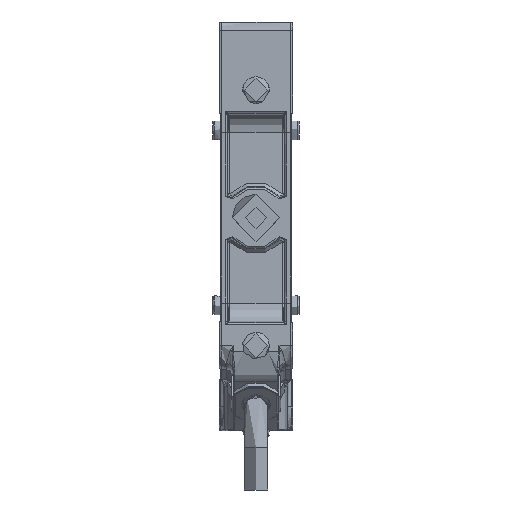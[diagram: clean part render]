
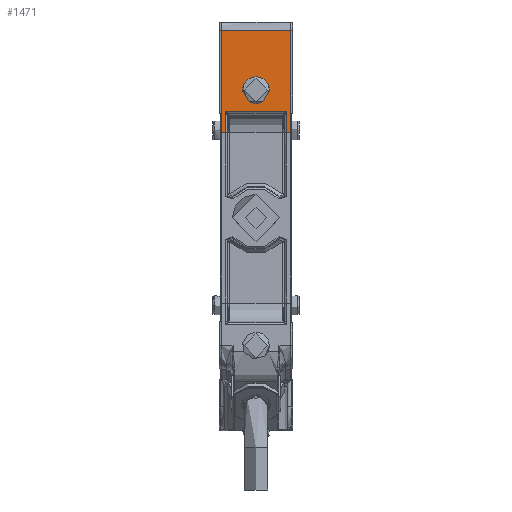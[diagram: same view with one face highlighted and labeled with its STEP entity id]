
A CAD part, left-side view. The second image highlights one B-rep face of the part: STEP entity #1471.
In plain terms, the highlighted planar face has unit normal (-1, 0, 0).
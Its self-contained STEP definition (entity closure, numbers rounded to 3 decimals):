
#1471 = ADVANCED_FACE( '', ( #3223, #3224 ), #3225, .T. );
#3223 = FACE_BOUND( '', #10623, .T. );
#3224 = FACE_OUTER_BOUND( '', #10624, .T. );
#3225 = PLANE( '', #10625 );
#10623 = EDGE_LOOP( '', ( #18054 ) );
#10624 = EDGE_LOOP( '', ( #18055, #18056, #18057, #18058, #18059, #18060, #18061, #18062 ) );
#10625 = AXIS2_PLACEMENT_3D( '', #18063, #18064, #18065 );
#18054 = ORIENTED_EDGE( '', *, *, #21729, .F. );
#18055 = ORIENTED_EDGE( '', *, *, #22014, .T. );
#18056 = ORIENTED_EDGE( '', *, *, #21226, .T. );
#18057 = ORIENTED_EDGE( '', *, *, #21682, .F. );
#18058 = ORIENTED_EDGE( '', *, *, #22015, .T. );
#18059 = ORIENTED_EDGE( '', *, *, #22016, .T. );
#18060 = ORIENTED_EDGE( '', *, *, #21990, .T. );
#18061 = ORIENTED_EDGE( '', *, *, #20352, .F. );
#18062 = ORIENTED_EDGE( '', *, *, #22017, .T. );
#18063 = CARTESIAN_POINT( '', ( -23.7, 4.3, -36.5 ) );
#18064 = DIRECTION( '', ( -1., 0., 0. ) );
#18065 = DIRECTION( '', ( 0., 1., 0. ) );
#20352 = EDGE_CURVE( '', #22596, #22598, #22599, .F. );
#21226 = EDGE_CURVE( '', #23386, #24064, #24065, .T. );
#21682 = EDGE_CURVE( '', #24723, #24064, #24725, .F. );
#21729 = EDGE_CURVE( '', #24791, #24791, #24792, .T. );
#21990 = EDGE_CURVE( '', #24897, #22598, #25136, .T. );
#22014 = EDGE_CURVE( '', #24839, #23386, #25163, .T. );
#22015 = EDGE_CURVE( '', #24723, #23514, #25164, .F. );
#22016 = EDGE_CURVE( '', #23514, #24897, #25165, .F. );
#22017 = EDGE_CURVE( '', #22596, #24839, #25166, .T. );
#22596 = VERTEX_POINT( '', #25928 );
#22598 = VERTEX_POINT( '', #25930 );
#22599 = LINE( '', #25931, #25932 );
#23386 = VERTEX_POINT( '', #28501 );
#23514 = VERTEX_POINT( '', #28671 );
#24064 = VERTEX_POINT( '', #30466 );
#24065 = LINE( '', #30467, #30468 );
#24723 = VERTEX_POINT( '', #32673 );
#24725 = LINE( '', #32675, #32676 );
#24791 = VERTEX_POINT( '', #32804 );
#24792 = CIRCLE( '', #32805, 1.6 );
#24839 = VERTEX_POINT( '', #32972 );
#24897 = VERTEX_POINT( '', #33165 );
#25136 = LINE( '', #34106, #34107 );
#25163 = LINE( '', #34200, #34201 );
#25164 = LINE( '', #34202, #34203 );
#25165 = LINE( '', #34204, #34205 );
#25166 = LINE( '', #34206, #34207 );
#25928 = CARTESIAN_POINT( '', ( -23.7, 3.595, -8.691 ) );
#25930 = CARTESIAN_POINT( '', ( -23.7, 4.1, -8.691 ) );
#25931 = CARTESIAN_POINT( '', ( -23.7, 0., -8.691 ) );
#25932 = VECTOR( '', #35868, 1000. );
#28501 = CARTESIAN_POINT( '', ( -23.7, -3.595, -6.205 ) );
#28671 = CARTESIAN_POINT( '', ( -23.7, -4.1, 3.3 ) );
#30466 = CARTESIAN_POINT( '', ( -23.7, -3.595, -8.691 ) );
#30467 = CARTESIAN_POINT( '', ( -23.7, -3.595, -36.5 ) );
#30468 = VECTOR( '', #36985, 1000. );
#32673 = CARTESIAN_POINT( '', ( -23.7, -4.1, -8.691 ) );
#32675 = CARTESIAN_POINT( '', ( -23.7, 0., -8.691 ) );
#32676 = VECTOR( '', #37522, 1000. );
#32804 = CARTESIAN_POINT( '', ( -23.7, 1.6, -3.7 ) );
#32805 = AXIS2_PLACEMENT_3D( '', #37567, #37568, #37569 );
#32972 = CARTESIAN_POINT( '', ( -23.7, 3.595, -6.205 ) );
#33165 = CARTESIAN_POINT( '', ( -23.7, 4.1, 3.3 ) );
#34106 = CARTESIAN_POINT( '', ( -23.7, 4.1, -36.5 ) );
#34107 = VECTOR( '', #37879, 1000. );
#34200 = CARTESIAN_POINT( '', ( -23.7, 4.3, -6.205 ) );
#34201 = VECTOR( '', #37900, 1000. );
#34202 = CARTESIAN_POINT( '', ( -23.7, -4.1, -36.5 ) );
#34203 = VECTOR( '', #37901, 1000. );
#34204 = CARTESIAN_POINT( '', ( -23.7, 4.3, 3.3 ) );
#34205 = VECTOR( '', #37902, 1000. );
#34206 = CARTESIAN_POINT( '', ( -23.7, 3.595, -36.5 ) );
#34207 = VECTOR( '', #37903, 1000. );
#35868 = DIRECTION( '', ( 0., -1., 0. ) );
#36985 = DIRECTION( '', ( 0., 0., -1. ) );
#37522 = DIRECTION( '', ( 0., -1., 0. ) );
#37567 = CARTESIAN_POINT( '', ( -23.7, 0., -3.7 ) );
#37568 = DIRECTION( '', ( -1., 0., 0. ) );
#37569 = DIRECTION( '', ( 0., 1., 0. ) );
#37879 = DIRECTION( '', ( 0., 0., -1. ) );
#37900 = DIRECTION( '', ( 0., -1., 0. ) );
#37901 = DIRECTION( '', ( 0., 0., -1. ) );
#37902 = DIRECTION( '', ( 0., -1., 0. ) );
#37903 = DIRECTION( '', ( 0., 0., 1. ) );
